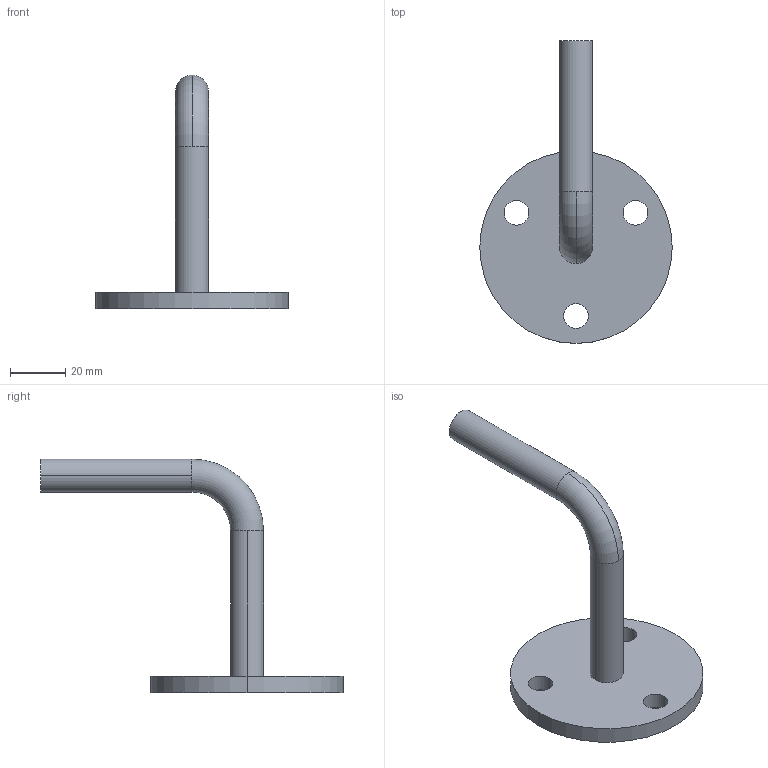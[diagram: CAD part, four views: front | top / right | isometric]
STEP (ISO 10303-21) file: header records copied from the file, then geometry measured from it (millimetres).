
FILE_DESCRIPTION (( 'STEP AP203' ), '1' );
FILE_NAME ('50300-ST-3-9.STEP', '2018-12-03T13:43:18', ( '' ), ( '' ), 'SwSTEP 2.0', 'SolidWorks 2015', '' );
FILE_SCHEMA (( 'CONFIG_CONTROL_DESIGN' ));
Length unit declared in the file: millimetre
Products named in the file (1): 50300-ST-3-9
Bounding box: 70 x 110 x 85 mm (x, y, z)
Volume: 37710 mm3; surface area: 14451.7 mm2
Topology: 1 solids, 1 shells, 270 faces, 720 edges, 480 vertices
Faces by surface type: bspline 135, plane 121, cylinder 12, torus 2
Entity records: 15813 total; most frequent: CARTESIAN_POINT 9886, ORIENTED_EDGE 1440, DIRECTION 752, EDGE_CURVE 720, VERTEX_POINT 480, VECTOR 420, LINE 420, EDGE_LOOP 304
